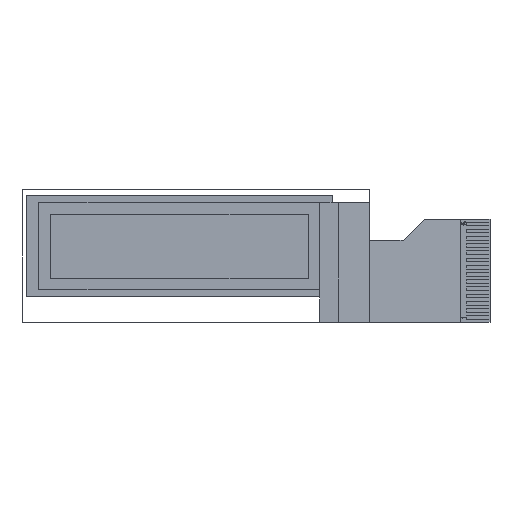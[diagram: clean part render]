
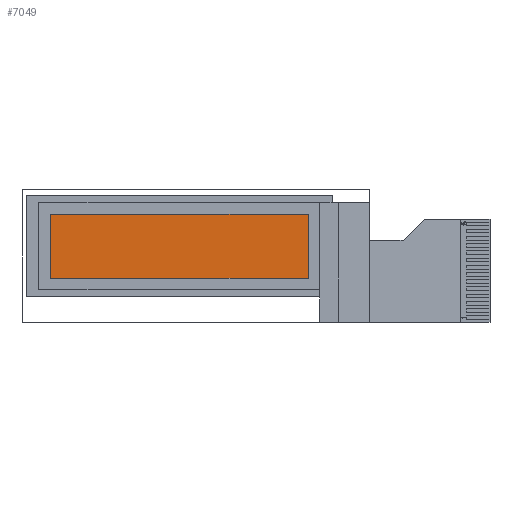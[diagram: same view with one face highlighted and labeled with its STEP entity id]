
A CAD part, top view. The second image highlights one B-rep face of the part: STEP entity #7049.
In plain terms, the highlighted planar face has unit normal (0, 0, 1).
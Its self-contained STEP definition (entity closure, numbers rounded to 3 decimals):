
#262=LINE('',#9010,#703);
#265=LINE('',#9016,#706);
#268=LINE('',#9022,#709);
#270=LINE('',#9025,#711);
#703=VECTOR('',#7829,1000.);
#706=VECTOR('',#7834,1000.);
#709=VECTOR('',#7839,1000.);
#711=VECTOR('',#7843,1000.);
#1254=ORIENTED_EDGE('',*,*,#2685,.F.);
#1255=ORIENTED_EDGE('',*,*,#2693,.F.);
#1256=ORIENTED_EDGE('',*,*,#2691,.F.);
#1257=ORIENTED_EDGE('',*,*,#2688,.F.);
#2685=EDGE_CURVE('',#3405,#3402,#262,.T.);
#2688=EDGE_CURVE('',#3402,#3406,#265,.T.);
#2691=EDGE_CURVE('',#3406,#3408,#268,.T.);
#2693=EDGE_CURVE('',#3408,#3405,#270,.T.);
#3402=VERTEX_POINT('',#9004);
#3405=VERTEX_POINT('',#9009);
#3406=VERTEX_POINT('',#9013);
#3408=VERTEX_POINT('',#9019);
#4083=EDGE_LOOP('',(#1254,#1255,#1256,#1257));
#4400=FACE_BOUND('',#4083,.T.);
#4714=PLANE('',#7370);
#7049=ADVANCED_FACE('',(#4400),#4714,.F.);
#7370=AXIS2_PLACEMENT_3D('',#9026,#7844,#7845);
#7829=DIRECTION('',(0.,1.,0.));
#7834=DIRECTION('',(1.,0.,0.));
#7839=DIRECTION('',(0.,-1.,0.));
#7843=DIRECTION('',(-1.,0.,0.));
#7844=DIRECTION('',(0.,0.,-1.));
#7845=DIRECTION('',(-1.,0.,0.));
#9004=CARTESIAN_POINT('',(-11.192,2.792,0.508));
#9009=CARTESIAN_POINT('',(-11.192,-2.792,0.508));
#9010=CARTESIAN_POINT('',(-11.192,-2.792,0.508));
#9013=CARTESIAN_POINT('',(11.192,2.792,0.508));
#9016=CARTESIAN_POINT('',(-11.192,2.792,0.508));
#9019=CARTESIAN_POINT('',(11.192,-2.792,0.508));
#9022=CARTESIAN_POINT('',(11.192,2.792,0.508));
#9025=CARTESIAN_POINT('',(11.192,-2.792,0.508));
#9026=CARTESIAN_POINT('',(0.,0.,0.508));
